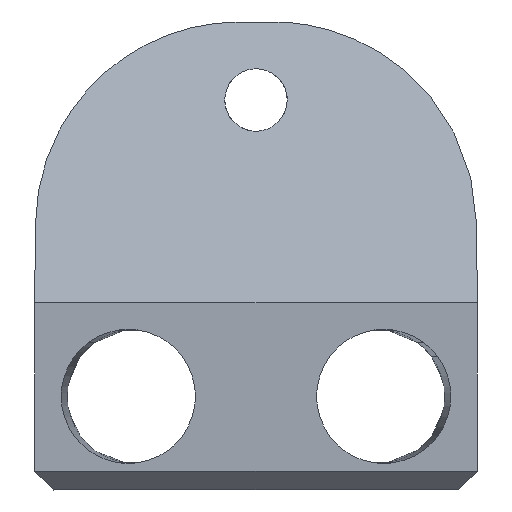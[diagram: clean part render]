
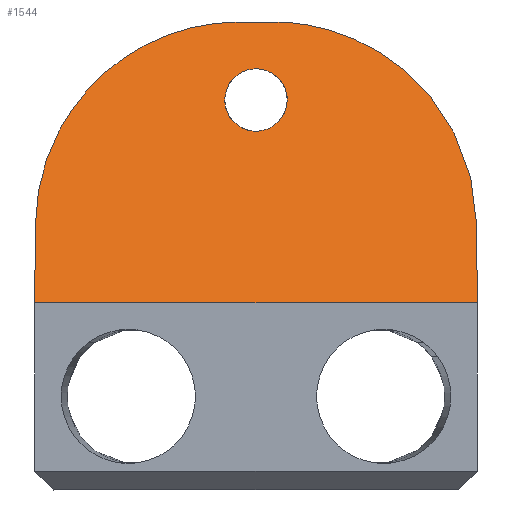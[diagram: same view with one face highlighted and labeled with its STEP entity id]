
A CAD part, left-side view. The second image highlights one B-rep face of the part: STEP entity #1544.
In plain terms, the highlighted planar face has unit normal (-0.707, 0, 0.707).
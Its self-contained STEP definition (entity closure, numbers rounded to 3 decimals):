
#24=FACE_BOUND('',#214,.T.);
#75=PLANE('',#1701);
#125=FACE_OUTER_BOUND('',#213,.T.);
#213=EDGE_LOOP('',(#1308,#1309,#1310,#1311,#1312,#1313));
#214=EDGE_LOOP('',(#1314));
#354=LINE('',#2880,#463);
#357=LINE('',#2886,#466);
#359=LINE('',#2890,#468);
#361=LINE('',#2954,#470);
#463=VECTOR('',#1961,1.);
#466=VECTOR('',#1966,1.);
#468=VECTOR('',#1970,1.);
#470=VECTOR('',#2038,1.);
#591=ELLIPSE('',#1702,9.136,6.46);
#592=ELLIPSE('',#1703,9.136,6.46);
#593=ELLIPSE('',#1704,1.414,1.);
#716=VERTEX_POINT('',#2877);
#717=VERTEX_POINT('',#2879);
#718=VERTEX_POINT('',#2883);
#719=VERTEX_POINT('',#2885);
#720=VERTEX_POINT('',#2889);
#749=VERTEX_POINT('',#2952);
#750=VERTEX_POINT('',#2955);
#916=EDGE_CURVE('',#716,#717,#354,.T.);
#919=EDGE_CURVE('',#718,#719,#357,.T.);
#921=EDGE_CURVE('',#717,#720,#359,.T.);
#953=EDGE_CURVE('',#716,#719,#591,.T.);
#954=EDGE_CURVE('',#718,#749,#592,.T.);
#955=EDGE_CURVE('',#720,#749,#361,.T.);
#956=EDGE_CURVE('',#750,#750,#593,.T.);
#1308=ORIENTED_EDGE('',*,*,#916,.F.);
#1309=ORIENTED_EDGE('',*,*,#953,.T.);
#1310=ORIENTED_EDGE('',*,*,#919,.F.);
#1311=ORIENTED_EDGE('',*,*,#954,.T.);
#1312=ORIENTED_EDGE('',*,*,#955,.F.);
#1313=ORIENTED_EDGE('',*,*,#921,.F.);
#1314=ORIENTED_EDGE('',*,*,#956,.T.);
#1544=ADVANCED_FACE('',(#125,#24),#75,.F.);
#1701=AXIS2_PLACEMENT_3D('',#2950,#2032,#2033);
#1702=AXIS2_PLACEMENT_3D('',#2951,#2034,#2035);
#1703=AXIS2_PLACEMENT_3D('',#2953,#2036,#2037);
#1704=AXIS2_PLACEMENT_3D('',#2956,#2039,#2040);
#1961=DIRECTION('',(-0.707,-0.007,-0.707));
#1966=DIRECTION('',(0.,-1.,0.));
#1970=DIRECTION('',(0.,1.,0.));
#2032=DIRECTION('center_axis',(0.707,0.,-0.707));
#2033=DIRECTION('ref_axis',(-0.707,0.,-0.707));
#2034=DIRECTION('center_axis',(-0.707,0.,
0.707));
#2035=DIRECTION('ref_axis',(-0.707,-0.014,-0.707));
#2036=DIRECTION('center_axis',(-0.707,0.,
0.707));
#2037=DIRECTION('ref_axis',(-0.707,0.014,-0.707));
#2038=DIRECTION('',(0.707,-0.007,0.707));
#2039=DIRECTION('center_axis',(0.707,0.,-0.707));
#2040=DIRECTION('ref_axis',(-0.707,0.,-0.707));
#2877=CARTESIAN_POINT('',(-10.75,-7.068,1.522));
#2879=CARTESIAN_POINT('',(-13.29,-7.094,-1.018));
#2880=CARTESIAN_POINT('',(-6.613,-7.027,5.658));
#2883=CARTESIAN_POINT('',(-4.29,0.543,7.982));
#2885=CARTESIAN_POINT('',(-4.29,-0.543,7.982));
#2886=CARTESIAN_POINT('',(-4.29,0.,7.982));
#2889=CARTESIAN_POINT('',(-13.29,7.094,-1.018));
#2890=CARTESIAN_POINT('',(-13.29,0.,-1.018));
#2950=CARTESIAN_POINT('Origin',(-6.62,0.,
5.652));
#2951=CARTESIAN_POINT('Origin',(-10.75,-0.608,1.522));
#2952=CARTESIAN_POINT('',(-10.75,7.068,1.522));
#2953=CARTESIAN_POINT('Origin',(-10.75,0.608,1.522));
#2954=CARTESIAN_POINT('',(-6.613,7.027,5.658));
#2955=CARTESIAN_POINT('',(-6.79,-1.,5.482));
#2956=CARTESIAN_POINT('Origin',(-6.79,0.,
5.482));
